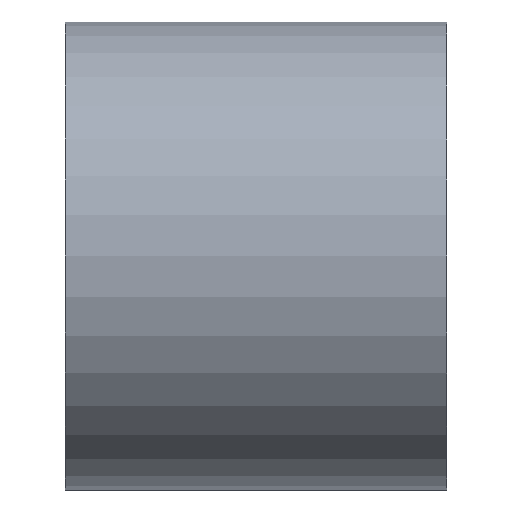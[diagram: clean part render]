
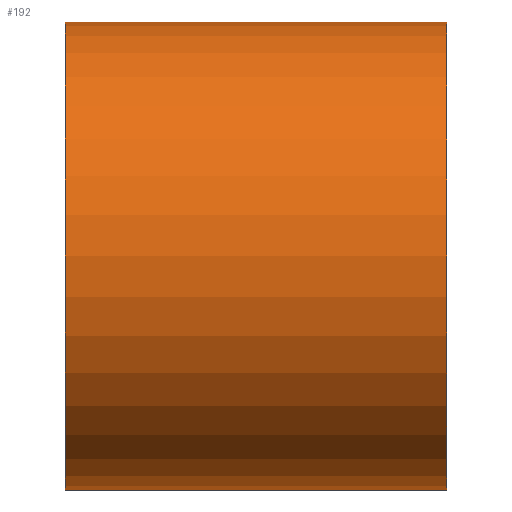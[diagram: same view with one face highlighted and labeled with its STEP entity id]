
A CAD part, front view. The second image highlights one B-rep face of the part: STEP entity #192.
In plain terms, the highlighted cylindrical face has radius 7 mm (diameter 14 mm), a full revolution.
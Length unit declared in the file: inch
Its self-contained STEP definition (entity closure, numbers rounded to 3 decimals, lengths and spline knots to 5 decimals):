
#31=LINE('',#347,#40);
#40=VECTOR('',#293,0.27559);
#44=CYLINDRICAL_SURFACE('',#237,0.27559);
#55=FACE_OUTER_BOUND('',#70,.T.);
#70=EDGE_LOOP('',(#160,#161,#162,#163));
#79=CIRCLE('',#227,0.27559);
#83=CIRCLE('',#235,0.27559);
#95=VERTEX_POINT('',#327);
#99=VERTEX_POINT('',#342);
#112=EDGE_CURVE('',#95,#95,#79,.T.);
#119=EDGE_CURVE('',#99,#99,#83,.T.);
#121=EDGE_CURVE('',#95,#99,#31,.T.);
#160=ORIENTED_EDGE('',*,*,#112,.F.);
#161=ORIENTED_EDGE('',*,*,#121,.T.);
#162=ORIENTED_EDGE('',*,*,#119,.F.);
#163=ORIENTED_EDGE('',*,*,#121,.F.);
#192=ADVANCED_FACE('',(#55),#44,.T.);
#227=AXIS2_PLACEMENT_3D('',#328,#267,#268);
#235=AXIS2_PLACEMENT_3D('',#343,#286,#287);
#237=AXIS2_PLACEMENT_3D('',#346,#291,#292);
#267=DIRECTION('center_axis',(1.,0.,0.));
#268=DIRECTION('ref_axis',(0.,1.,0.));
#286=DIRECTION('center_axis',(-1.,0.,0.));
#287=DIRECTION('ref_axis',(0.,1.,0.));
#291=DIRECTION('center_axis',(1.,0.,0.));
#292=DIRECTION('ref_axis',(0.,1.,0.));
#293=DIRECTION('',(-1.,0.,0.));
#327=CARTESIAN_POINT('',(0.43307,-0.27559,0.));
#328=CARTESIAN_POINT('Origin',(0.43307,0.,0.));
#342=CARTESIAN_POINT('',(-0.01575,-0.27559,0.));
#343=CARTESIAN_POINT('Origin',(-0.01575,0.,0.));
#346=CARTESIAN_POINT('Origin',(0.,0.,0.));
#347=CARTESIAN_POINT('',(0.,-0.27559,0.));
